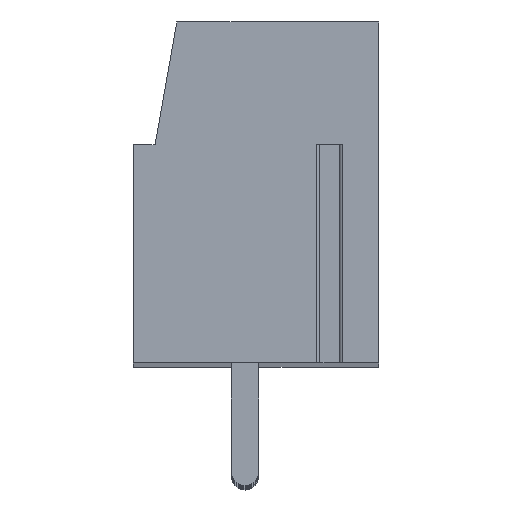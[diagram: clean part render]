
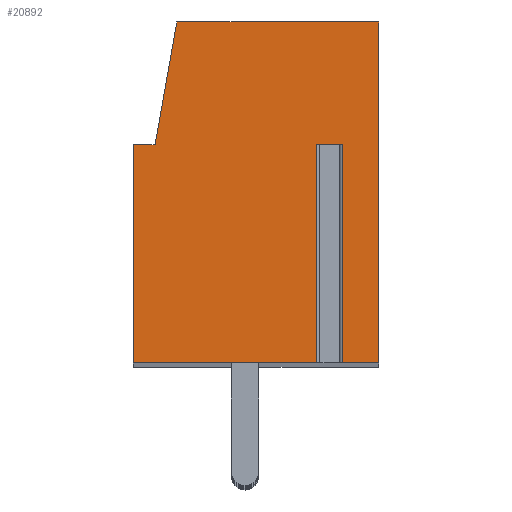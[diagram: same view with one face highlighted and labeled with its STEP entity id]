
A CAD part, top view. The second image highlights one B-rep face of the part: STEP entity #20892.
In plain terms, the highlighted planar face has unit normal (0, 0, 1).
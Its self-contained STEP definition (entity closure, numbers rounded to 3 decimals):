
#469=DIRECTION('',(-1.,0.,0.));
#470=VECTOR('',#469,0.958);
#471=CARTESIAN_POINT('',(3.179,1.75,92.5));
#472=LINE('',#471,#470);
#473=DIRECTION('',(0.,-1.,0.));
#474=VECTOR('',#473,8.);
#475=CARTESIAN_POINT('',(2.221,1.75,92.5));
#476=LINE('',#475,#474);
#477=DIRECTION('',(1.,0.,0.));
#478=VECTOR('',#477,6.721);
#479=CARTESIAN_POINT('',(-4.5,-6.25,92.5));
#480=LINE('',#479,#478);
#481=DIRECTION('',(0.,-1.,0.));
#482=VECTOR('',#481,8.);
#483=CARTESIAN_POINT('',(-4.5,1.75,92.5));
#484=LINE('',#483,#482);
#485=DIRECTION('',(-1.,0.,0.));
#486=VECTOR('',#485,0.8);
#487=CARTESIAN_POINT('',(-3.7,1.75,92.5));
#488=LINE('',#487,#486);
#489=DIRECTION('',(-0.174,-0.985,0.));
#490=VECTOR('',#489,4.569);
#491=CARTESIAN_POINT('',(-2.907,6.25,92.5));
#492=LINE('',#491,#490);
#493=DIRECTION('',(-1.,0.,0.));
#494=VECTOR('',#493,7.407);
#495=CARTESIAN_POINT('',(4.5,6.25,92.5));
#496=LINE('',#495,#494);
#497=DIRECTION('',(0.,1.,0.));
#498=VECTOR('',#497,12.5);
#499=CARTESIAN_POINT('',(4.5,-6.25,92.5));
#500=LINE('',#499,#498);
#501=DIRECTION('',(1.,0.,0.));
#502=VECTOR('',#501,1.321);
#503=CARTESIAN_POINT('',(3.179,-6.25,92.5));
#504=LINE('',#503,#502);
#505=DIRECTION('',(0.,-1.,0.));
#506=VECTOR('',#505,8.);
#507=CARTESIAN_POINT('',(3.179,1.75,92.5));
#508=LINE('',#507,#506);
#15999=CARTESIAN_POINT('',(4.5,-6.25,92.5));
#16000=CARTESIAN_POINT('',(4.5,6.25,92.5));
#16001=VERTEX_POINT('',#15999);
#16002=VERTEX_POINT('',#16000);
#16003=CARTESIAN_POINT('',(-2.907,6.25,92.5));
#16004=VERTEX_POINT('',#16003);
#16005=CARTESIAN_POINT('',(-3.7,1.75,92.5));
#16006=VERTEX_POINT('',#16005);
#16007=CARTESIAN_POINT('',(-4.5,1.75,92.5));
#16008=VERTEX_POINT('',#16007);
#16009=CARTESIAN_POINT('',(-4.5,-6.25,92.5));
#16010=VERTEX_POINT('',#16009);
#16055=CARTESIAN_POINT('',(3.179,1.75,92.5));
#16056=CARTESIAN_POINT('',(2.221,1.75,92.5));
#16057=VERTEX_POINT('',#16055);
#16058=VERTEX_POINT('',#16056);
#16059=CARTESIAN_POINT('',(3.179,-6.25,92.5));
#16060=VERTEX_POINT('',#16059);
#16061=CARTESIAN_POINT('',(2.221,-6.25,92.5));
#16062=VERTEX_POINT('',#16061);
#20868=CARTESIAN_POINT('',(0.,0.,92.5));
#20869=DIRECTION('',(0.,0.,1.));
#20870=DIRECTION('',(1.,0.,0.));
#20871=AXIS2_PLACEMENT_3D('',#20868,#20869,#20870);
#20872=PLANE('',#20871);
#20874=ORIENTED_EDGE('',*,*,#20873,.T.);
#20875=ORIENTED_EDGE('',*,*,#20859,.T.);
#20876=ORIENTED_EDGE('',*,*,#20610,.F.);
#20878=ORIENTED_EDGE('',*,*,#20877,.F.);
#20880=ORIENTED_EDGE('',*,*,#20879,.F.);
#20882=ORIENTED_EDGE('',*,*,#20881,.F.);
#20884=ORIENTED_EDGE('',*,*,#20883,.F.);
#20886=ORIENTED_EDGE('',*,*,#20885,.F.);
#20887=ORIENTED_EDGE('',*,*,#20589,.F.);
#20889=ORIENTED_EDGE('',*,*,#20888,.F.);
#20890=EDGE_LOOP('',(#20874,#20875,#20876,#20878,#20880,#20882,#20884,#20886,
#20887,#20889));
#20891=FACE_OUTER_BOUND('',#20890,.F.);
#20589=EDGE_CURVE('',#16060,#16001,#504,.T.);
#20610=EDGE_CURVE('',#16010,#16062,#480,.T.);
#20859=EDGE_CURVE('',#16058,#16062,#476,.T.);
#20873=EDGE_CURVE('',#16057,#16058,#472,.T.);
#20877=EDGE_CURVE('',#16008,#16010,#484,.T.);
#20879=EDGE_CURVE('',#16006,#16008,#488,.T.);
#20881=EDGE_CURVE('',#16004,#16006,#492,.T.);
#20883=EDGE_CURVE('',#16002,#16004,#496,.T.);
#20885=EDGE_CURVE('',#16001,#16002,#500,.T.);
#20888=EDGE_CURVE('',#16057,#16060,#508,.T.);
#20892=ADVANCED_FACE('',(#20891),#20872,.T.);
